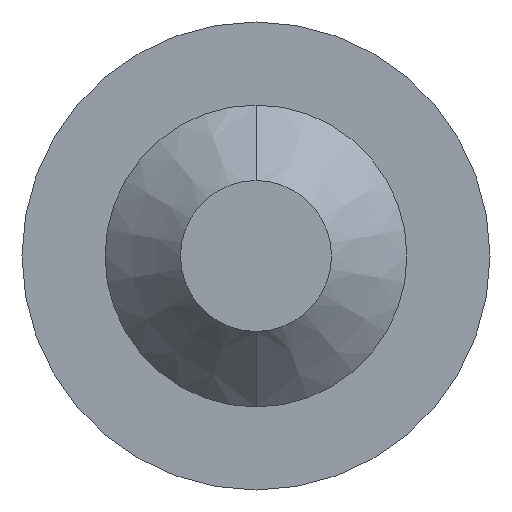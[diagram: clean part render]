
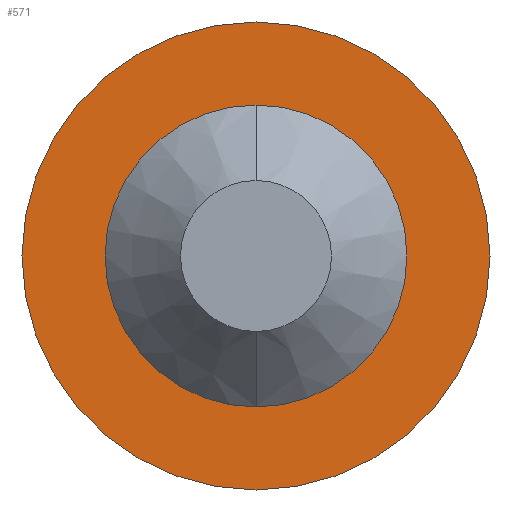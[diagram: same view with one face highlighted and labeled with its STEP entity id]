
A CAD part, front view. The second image highlights one B-rep face of the part: STEP entity #571.
In plain terms, the highlighted planar face has unit normal (0, -1, 0).
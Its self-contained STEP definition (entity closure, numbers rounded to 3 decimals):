
#1 = CARTESIAN_POINT ( 'NONE',  ( 0., 0., -1.55 ) ) ;
#7 = ORIENTED_EDGE ( 'NONE', *, *, #251, .T. ) ;
#32 = DIRECTION ( 'NONE',  ( 0., 1., 0. ) ) ;
#46 = ORIENTED_EDGE ( 'NONE', *, *, #406, .T. ) ;
#49 = CARTESIAN_POINT ( 'NONE',  ( 0., 0., -1. ) ) ;
#50 = CARTESIAN_POINT ( 'NONE',  ( 0., 0., 0. ) ) ;
#86 = EDGE_CURVE ( 'NONE', #448, #533, #172, .T. ) ;
#88 = CARTESIAN_POINT ( 'NONE',  ( 0., 0., 1. ) ) ;
#104 = CIRCLE ( 'NONE', #575, 1. ) ;
#132 = CARTESIAN_POINT ( 'NONE',  ( 0., 0., 0. ) ) ;
#155 = AXIS2_PLACEMENT_3D ( 'NONE', #445, #443, #300 ) ;
#172 = CIRCLE ( 'NONE', #155, 1.55 ) ;
#182 = DIRECTION ( 'NONE',  ( 0., 1., 0. ) ) ;
#183 = ORIENTED_EDGE ( 'NONE', *, *, #86, .T. ) ;
#207 = CIRCLE ( 'NONE', #282, 1. ) ;
#225 = DIRECTION ( 'NONE',  ( 0., 0., -1. ) ) ;
#233 = PLANE ( 'NONE',  #409 ) ;
#235 = CARTESIAN_POINT ( 'NONE',  ( 0., 0., 0. ) ) ;
#238 = FACE_OUTER_BOUND ( 'NONE', #326, .T. ) ;
#251 = EDGE_CURVE ( 'NONE', #502, #292, #104, .T. ) ;
#267 = DIRECTION ( 'NONE',  ( 0., 0., 1. ) ) ;
#273 = ORIENTED_EDGE ( 'NONE', *, *, #465, .T. ) ;
#274 = DIRECTION ( 'NONE',  ( 0., -1., 0. ) ) ;
#282 = AXIS2_PLACEMENT_3D ( 'NONE', #529, #32, #267 ) ;
#292 = VERTEX_POINT ( 'NONE', #49 ) ;
#300 = DIRECTION ( 'NONE',  ( 0., 0., -1. ) ) ;
#326 = EDGE_LOOP ( 'NONE', ( #273, #183 ) ) ;
#354 = FACE_BOUND ( 'NONE', #356, .T. ) ;
#356 = EDGE_LOOP ( 'NONE', ( #7, #46 ) ) ;
#360 = AXIS2_PLACEMENT_3D ( 'NONE', #50, #274, #225 ) ;
#385 = CIRCLE ( 'NONE', #360, 1.55 ) ;
#406 = EDGE_CURVE ( 'NONE', #292, #502, #207, .T. ) ;
#409 = AXIS2_PLACEMENT_3D ( 'NONE', #235, #537, #496 ) ;
#443 = DIRECTION ( 'NONE',  ( 0., -1., 0. ) ) ;
#445 = CARTESIAN_POINT ( 'NONE',  ( 0., 0., 0. ) ) ;
#448 = VERTEX_POINT ( 'NONE', #527 ) ;
#465 = EDGE_CURVE ( 'NONE', #533, #448, #385, .T. ) ;
#496 = DIRECTION ( 'NONE',  ( 0., 0., -1. ) ) ;
#502 = VERTEX_POINT ( 'NONE', #88 ) ;
#527 = CARTESIAN_POINT ( 'NONE',  ( 0., 0., 1.55 ) ) ;
#529 = CARTESIAN_POINT ( 'NONE',  ( 0., 0., 0. ) ) ;
#533 = VERTEX_POINT ( 'NONE', #1 ) ;
#537 = DIRECTION ( 'NONE',  ( 0., -1., 0. ) ) ;
#571 = ADVANCED_FACE ( 'NONE', ( #354, #238 ), #233, .T. ) ;
#575 = AXIS2_PLACEMENT_3D ( 'NONE', #132, #182, #583 ) ;
#583 = DIRECTION ( 'NONE',  ( 0., 0., 1. ) ) ;
